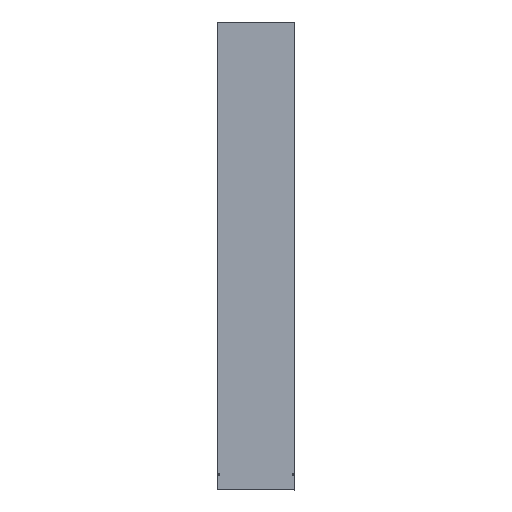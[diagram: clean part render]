
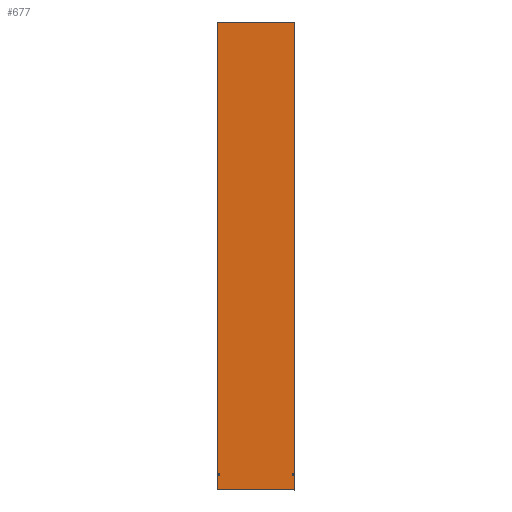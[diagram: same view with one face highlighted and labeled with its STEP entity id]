
A CAD part, front view. The second image highlights one B-rep face of the part: STEP entity #677.
In plain terms, the highlighted planar face has unit normal (0, -1, 0).
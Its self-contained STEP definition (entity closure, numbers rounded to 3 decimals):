
#36 = CARTESIAN_POINT ( 'NONE',  ( -237., -0.75, 95. ) ) ;
#54 = DIRECTION ( 'NONE',  ( 0., 0., -1. ) ) ;
#59 = FACE_BOUND ( 'NONE', #1470, .T. ) ;
#104 = DIRECTION ( 'NONE',  ( 0., 0., -1. ) ) ;
#156 = VERTEX_POINT ( 'NONE', #655 ) ;
#191 = CARTESIAN_POINT ( 'NONE',  ( -237., -0.75, 100. ) ) ;
#194 = PLANE ( 'NONE',  #746 ) ;
#196 = ORIENTED_EDGE ( 'NONE', *, *, #406, .F. ) ;
#203 = DIRECTION ( 'NONE',  ( 0., 0., 1. ) ) ;
#215 = CARTESIAN_POINT ( 'NONE',  ( 237., -0.75, 100. ) ) ;
#251 = EDGE_LOOP ( 'NONE', ( #967, #196, #1076, #1328 ) ) ;
#270 = VERTEX_POINT ( 'NONE', #561 ) ;
#293 = VECTOR ( 'NONE', #54, 1000. ) ;
#295 = LINE ( 'NONE', #1091, #479 ) ;
#317 = VECTOR ( 'NONE', #458, 1000. ) ;
#329 = EDGE_CURVE ( 'NONE', #873, #965, #1448, .T. ) ;
#335 = ORIENTED_EDGE ( 'NONE', *, *, #742, .F. ) ;
#394 = DIRECTION ( 'NONE',  ( 0., -1., 0. ) ) ;
#406 = EDGE_CURVE ( 'NONE', #965, #1449, #295, .T. ) ;
#407 = DIRECTION ( 'NONE',  ( 0., -1., 0. ) ) ;
#411 = CARTESIAN_POINT ( 'NONE',  ( -237., -0.75, 100. ) ) ;
#439 = CIRCLE ( 'NONE', #890, 5. ) ;
#445 = ORIENTED_EDGE ( 'NONE', *, *, #1162, .F. ) ;
#458 = DIRECTION ( 'NONE',  ( 0., 0., 1. ) ) ;
#474 = VERTEX_POINT ( 'NONE', #36 ) ;
#478 = CIRCLE ( 'NONE', #1504, 5. ) ;
#479 = VECTOR ( 'NONE', #851, 1000. ) ;
#495 = FACE_OUTER_BOUND ( 'NONE', #251, .T. ) ;
#514 = CIRCLE ( 'NONE', #599, 5. ) ;
#561 = CARTESIAN_POINT ( 'NONE',  ( 237., -0.75, 105. ) ) ;
#599 = AXIS2_PLACEMENT_3D ( 'NONE', #411, #407, #763 ) ;
#619 = DIRECTION ( 'NONE',  ( 0., 0., -1. ) ) ;
#626 = EDGE_CURVE ( 'NONE', #1364, #873, #1428, .T. ) ;
#633 = EDGE_LOOP ( 'NONE', ( #335, #801 ) ) ;
#636 = CARTESIAN_POINT ( 'NONE',  ( 247.25, -0.75, 3000. ) ) ;
#655 = CARTESIAN_POINT ( 'NONE',  ( -237., -0.75, 105. ) ) ;
#677 = ADVANCED_FACE ( 'NONE', ( #495, #59, #1271 ), #194, .F. ) ;
#718 = CARTESIAN_POINT ( 'NONE',  ( -247.25, -0.75, 3000. ) ) ;
#742 = EDGE_CURVE ( 'NONE', #956, #270, #439, .T. ) ;
#746 = AXIS2_PLACEMENT_3D ( 'NONE', #789, #896, #203 ) ;
#763 = DIRECTION ( 'NONE',  ( 0., 0., -1. ) ) ;
#783 = DIRECTION ( 'NONE',  ( 0., 0., -1. ) ) ;
#789 = CARTESIAN_POINT ( 'NONE',  ( -248.25, -0.75, 3000. ) ) ;
#801 = ORIENTED_EDGE ( 'NONE', *, *, #1502, .F. ) ;
#825 = CARTESIAN_POINT ( 'NONE',  ( -247.25, -0.75, 0. ) ) ;
#832 = AXIS2_PLACEMENT_3D ( 'NONE', #1108, #394, #619 ) ;
#835 = VECTOR ( 'NONE', #1343, 1000. ) ;
#839 = ORIENTED_EDGE ( 'NONE', *, *, #1047, .F. ) ;
#848 = CARTESIAN_POINT ( 'NONE',  ( 247.25, -0.75, 0. ) ) ;
#851 = DIRECTION ( 'NONE',  ( 1., 0., 0. ) ) ;
#873 = VERTEX_POINT ( 'NONE', #825 ) ;
#890 = AXIS2_PLACEMENT_3D ( 'NONE', #215, #1283, #104 ) ;
#896 = DIRECTION ( 'NONE',  ( 0., 1., 0. ) ) ;
#956 = VERTEX_POINT ( 'NONE', #1438 ) ;
#963 = CARTESIAN_POINT ( 'NONE',  ( 247.25, -0.75, 3000. ) ) ;
#965 = VERTEX_POINT ( 'NONE', #1201 ) ;
#967 = ORIENTED_EDGE ( 'NONE', *, *, #1015, .F. ) ;
#1010 = DIRECTION ( 'NONE',  ( 0., -1., 0. ) ) ;
#1015 = EDGE_CURVE ( 'NONE', #1449, #1364, #1409, .T. ) ;
#1047 = EDGE_CURVE ( 'NONE', #156, #474, #514, .T. ) ;
#1076 = ORIENTED_EDGE ( 'NONE', *, *, #329, .F. ) ;
#1091 = CARTESIAN_POINT ( 'NONE',  ( -248.25, -0.75, 3000. ) ) ;
#1108 = CARTESIAN_POINT ( 'NONE',  ( 237., -0.75, 100. ) ) ;
#1162 = EDGE_CURVE ( 'NONE', #474, #156, #478, .T. ) ;
#1201 = CARTESIAN_POINT ( 'NONE',  ( -247.25, -0.75, 3000. ) ) ;
#1271 = FACE_BOUND ( 'NONE', #633, .T. ) ;
#1283 = DIRECTION ( 'NONE',  ( 0., -1., 0. ) ) ;
#1328 = ORIENTED_EDGE ( 'NONE', *, *, #626, .F. ) ;
#1343 = DIRECTION ( 'NONE',  ( -1., 0., 0. ) ) ;
#1364 = VERTEX_POINT ( 'NONE', #848 ) ;
#1407 = CIRCLE ( 'NONE', #832, 5. ) ;
#1409 = LINE ( 'NONE', #636, #293 ) ;
#1428 = LINE ( 'NONE', #1455, #835 ) ;
#1438 = CARTESIAN_POINT ( 'NONE',  ( 237., -0.75, 95. ) ) ;
#1448 = LINE ( 'NONE', #718, #317 ) ;
#1449 = VERTEX_POINT ( 'NONE', #963 ) ;
#1455 = CARTESIAN_POINT ( 'NONE',  ( -248.25, -0.75, 0. ) ) ;
#1470 = EDGE_LOOP ( 'NONE', ( #445, #839 ) ) ;
#1502 = EDGE_CURVE ( 'NONE', #270, #956, #1407, .T. ) ;
#1504 = AXIS2_PLACEMENT_3D ( 'NONE', #191, #1010, #783 ) ;
